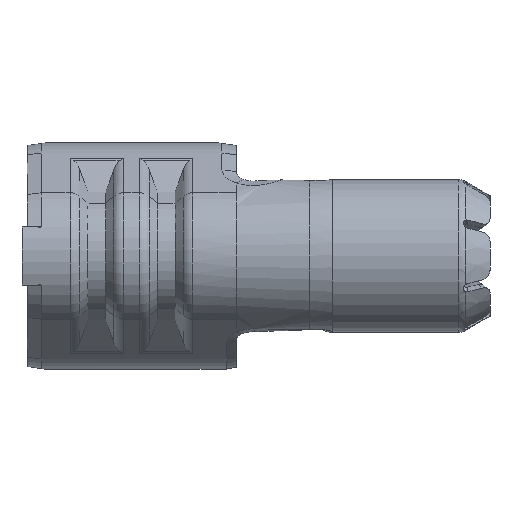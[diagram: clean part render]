
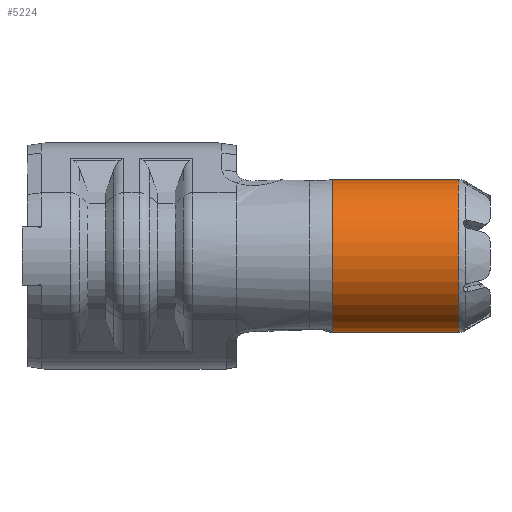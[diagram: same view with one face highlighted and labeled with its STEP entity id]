
A CAD part, front view. The second image highlights one B-rep face of the part: STEP entity #5224.
In plain terms, the highlighted cylindrical face has radius 4.28 mm (diameter 8.56 mm), a partial arc.
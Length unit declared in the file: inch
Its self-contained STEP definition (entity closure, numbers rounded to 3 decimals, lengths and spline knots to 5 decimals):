
#48 = DIRECTION ( 'NONE',  ( 0., 0., -1. ) ) ;
#161 = CIRCLE ( 'NONE', #5935, 0.1685 ) ;
#797 = ORIENTED_EDGE ( 'NONE', *, *, #7956, .F. ) ;
#850 = VECTOR ( 'NONE', #6106, 39.37008 ) ;
#1087 = CIRCLE ( 'NONE', #4562, 0.1685 ) ;
#1167 = AXIS2_PLACEMENT_3D ( 'NONE', #9951, #8232, #5810 ) ;
#1215 = FACE_OUTER_BOUND ( 'NONE', #2073, .T. ) ;
#1314 = CYLINDRICAL_SURFACE ( 'NONE', #1167, 0.1685 ) ;
#1379 = CARTESIAN_POINT ( 'NONE',  ( -0.34749, 0., -0.1685 ) ) ;
#1428 = EDGE_CURVE ( 'NONE', #6571, #2458, #161, .T. ) ;
#1429 = VERTEX_POINT ( 'NONE', #4159 ) ;
#1756 = EDGE_CURVE ( 'NONE', #2458, #1429, #3749, .T. ) ;
#2073 = EDGE_LOOP ( 'NONE', ( #797, #7032, #5465, #3740 ) ) ;
#2458 = VERTEX_POINT ( 'NONE', #1379 ) ;
#2965 = CARTESIAN_POINT ( 'NONE',  ( 0., 0., -0.1685 ) ) ;
#3740 = ORIENTED_EDGE ( 'NONE', *, *, #6297, .F. ) ;
#3749 = LINE ( 'NONE', #2965, #850 ) ;
#3971 = DIRECTION ( 'NONE',  ( 1., 0., 0. ) ) ;
#4159 = CARTESIAN_POINT ( 'NONE',  ( -0.06897, 0., -0.1685 ) ) ;
#4267 = CARTESIAN_POINT ( 'NONE',  ( -0.06897, 0., 0.1685 ) ) ;
#4562 = AXIS2_PLACEMENT_3D ( 'NONE', #7463, #6733, #8182 ) ;
#5224 = ADVANCED_FACE ( 'NONE', ( #1215 ), #1314, .T. ) ;
#5465 = ORIENTED_EDGE ( 'NONE', *, *, #1756, .T. ) ;
#5810 = DIRECTION ( 'NONE',  ( 0., 0., -1. ) ) ;
#5820 = CARTESIAN_POINT ( 'NONE',  ( -0.34749, 0., 0.1685 ) ) ;
#5935 = AXIS2_PLACEMENT_3D ( 'NONE', #6953, #3971, #48 ) ;
#6106 = DIRECTION ( 'NONE',  ( 1., 0., 0. ) ) ;
#6297 = EDGE_CURVE ( 'NONE', #9863, #1429, #1087, .T. ) ;
#6571 = VERTEX_POINT ( 'NONE', #5820 ) ;
#6733 = DIRECTION ( 'NONE',  ( 1., 0., 0. ) ) ;
#6953 = CARTESIAN_POINT ( 'NONE',  ( -0.34749, 0., 0. ) ) ;
#7032 = ORIENTED_EDGE ( 'NONE', *, *, #1428, .T. ) ;
#7189 = LINE ( 'NONE', #7235, #8469 ) ;
#7235 = CARTESIAN_POINT ( 'NONE',  ( 0., 0., 0.1685 ) ) ;
#7463 = CARTESIAN_POINT ( 'NONE',  ( -0.06897, 0., 0. ) ) ;
#7956 = EDGE_CURVE ( 'NONE', #6571, #9863, #7189, .T. ) ;
#8182 = DIRECTION ( 'NONE',  ( 0., 0., -1. ) ) ;
#8232 = DIRECTION ( 'NONE',  ( 1., 0., 0. ) ) ;
#8469 = VECTOR ( 'NONE', #10199, 39.37008 ) ;
#9863 = VERTEX_POINT ( 'NONE', #4267 ) ;
#9951 = CARTESIAN_POINT ( 'NONE',  ( 0., 0., 0. ) ) ;
#10199 = DIRECTION ( 'NONE',  ( 1., 0., 0. ) ) ;
